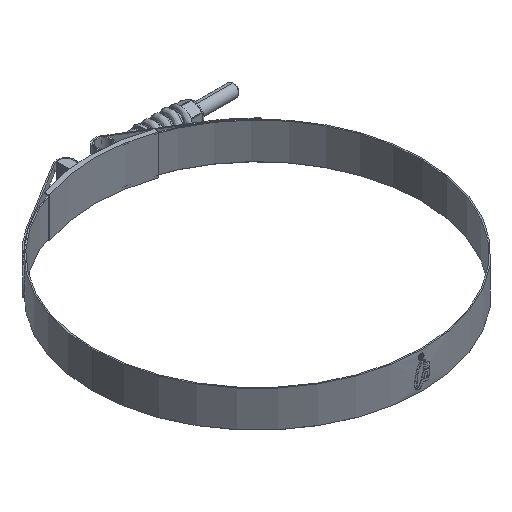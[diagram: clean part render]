
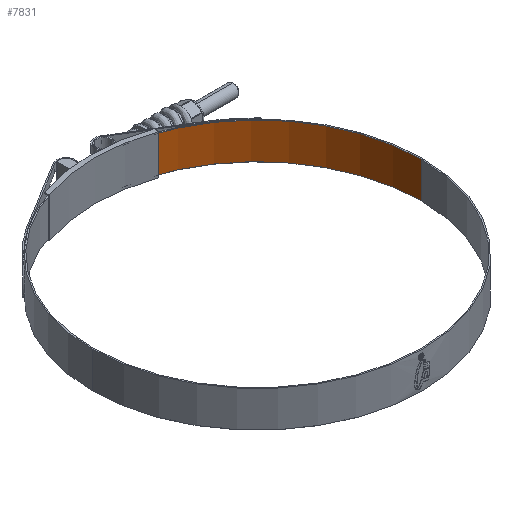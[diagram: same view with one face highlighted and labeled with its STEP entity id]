
A CAD part, isometric view. The second image highlights one B-rep face of the part: STEP entity #7831.
In plain terms, the highlighted cylindrical face has radius 86.5 mm (diameter 173 mm), a partial arc.
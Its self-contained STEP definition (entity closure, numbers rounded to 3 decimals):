
#526 = CARTESIAN_POINT ( 'NONE',  ( 0., 0., 9.55 ) ) ;
#688 = CARTESIAN_POINT ( 'NONE',  ( 0., 0., 9.55 ) ) ;
#1065 = EDGE_CURVE ( 'NONE', #9515, #7432, #15383, .T. ) ;
#1579 = DIRECTION ( 'NONE',  ( 0., 0., -1. ) ) ;
#1599 = CARTESIAN_POINT ( 'NONE',  ( 86.5, 0., 9.55 ) ) ;
#1772 = DIRECTION ( 'NONE',  ( 0., 0., -1. ) ) ;
#1903 = EDGE_LOOP ( 'NONE', ( #4663, #2485, #10768, #4177 ) ) ;
#2485 = ORIENTED_EDGE ( 'NONE', *, *, #7603, .F. ) ;
#2861 = VERTEX_POINT ( 'NONE', #16354 ) ;
#3050 = DIRECTION ( 'NONE',  ( -1., 0., 0. ) ) ;
#3374 = CYLINDRICAL_SURFACE ( 'NONE', #11830, 86.5 ) ;
#4177 = ORIENTED_EDGE ( 'NONE', *, *, #1065, .T. ) ;
#4663 = ORIENTED_EDGE ( 'NONE', *, *, #12113, .F. ) ;
#5325 = DIRECTION ( 'NONE',  ( 0., 0., -1. ) ) ;
#6036 = EDGE_CURVE ( 'NONE', #2861, #9515, #10173, .T. ) ;
#6208 = AXIS2_PLACEMENT_3D ( 'NONE', #526, #5325, #3050 ) ;
#6885 = DIRECTION ( 'NONE',  ( -1., 0., 0. ) ) ;
#7432 = VERTEX_POINT ( 'NONE', #11104 ) ;
#7603 = EDGE_CURVE ( 'NONE', #2861, #10095, #14243, .T. ) ;
#7831 = ADVANCED_FACE ( 'NONE', ( #12161 ), #3374, .F. ) ;
#8427 = AXIS2_PLACEMENT_3D ( 'NONE', #9692, #8526, #13638 ) ;
#8526 = DIRECTION ( 'NONE',  ( 0., 0., -1. ) ) ;
#8920 = DIRECTION ( 'NONE',  ( 0., 0., -1. ) ) ;
#9212 = CARTESIAN_POINT ( 'NONE',  ( 86.5, 0., 9.55 ) ) ;
#9381 = VECTOR ( 'NONE', #1579, 1000. ) ;
#9515 = VERTEX_POINT ( 'NONE', #10460 ) ;
#9692 = CARTESIAN_POINT ( 'NONE',  ( 0., 0., -9.55 ) ) ;
#10095 = VERTEX_POINT ( 'NONE', #1599 ) ;
#10173 = LINE ( 'NONE', #15305, #15914 ) ;
#10460 = CARTESIAN_POINT ( 'NONE',  ( 9.454, 85.982, -9.55 ) ) ;
#10768 = ORIENTED_EDGE ( 'NONE', *, *, #6036, .T. ) ;
#11104 = CARTESIAN_POINT ( 'NONE',  ( 86.5, 0., -9.55 ) ) ;
#11818 = LINE ( 'NONE', #9212, #9381 ) ;
#11830 = AXIS2_PLACEMENT_3D ( 'NONE', #688, #1772, #6885 ) ;
#12113 = EDGE_CURVE ( 'NONE', #10095, #7432, #11818, .T. ) ;
#12161 = FACE_OUTER_BOUND ( 'NONE', #1903, .T. ) ;
#13638 = DIRECTION ( 'NONE',  ( -1., 0., 0. ) ) ;
#14243 = CIRCLE ( 'NONE', #6208, 86.5 ) ;
#15305 = CARTESIAN_POINT ( 'NONE',  ( 9.454, 85.982, 9.55 ) ) ;
#15383 = CIRCLE ( 'NONE', #8427, 86.5 ) ;
#15914 = VECTOR ( 'NONE', #8920, 1000. ) ;
#16354 = CARTESIAN_POINT ( 'NONE',  ( 9.454, 85.982, 9.55 ) ) ;
